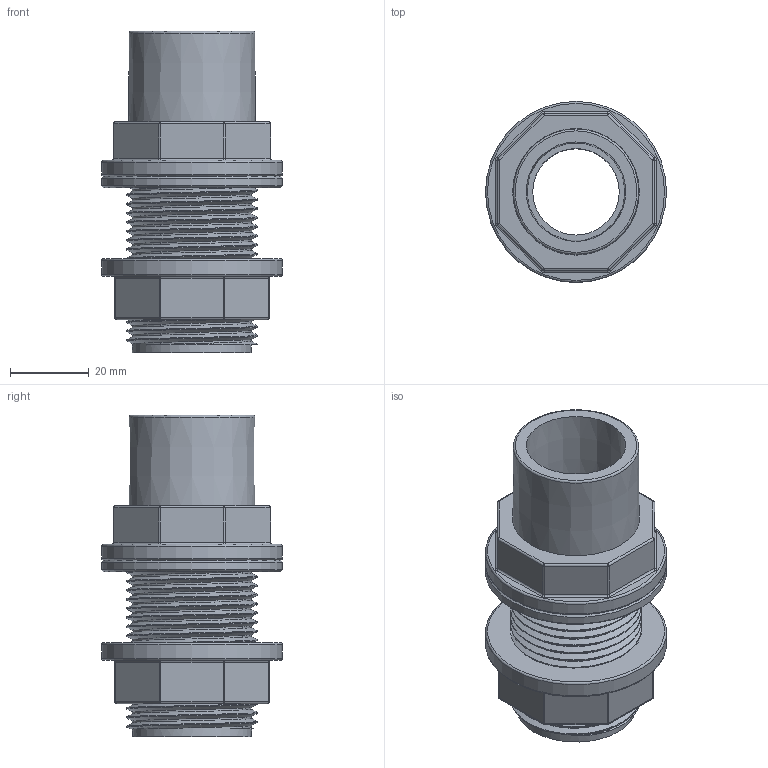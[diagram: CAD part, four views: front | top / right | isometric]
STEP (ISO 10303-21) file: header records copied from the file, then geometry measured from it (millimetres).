
FILE_DESCRIPTION(/* description */ (''),/* implementation_level */ '2;1');
FILE_NAME(/* name */ 'pvc tank connector 25÷32X25mm - 1.stp',/* time_stamp */ '2023-05-13T09:01:00+08:00',/* author */ (''),/* organization */ (''),/* preprocessor_version */ 'ST-DEVELOPER v16',/* originating_system */ 'SIEMENS PLM Software NX 10.0',/* authorisation */ '');
FILE_SCHEMA (('AUTOMOTIVE_DESIGN { 1 0 10303 214 3 1 1 1 }'));
Length unit declared in the file: millimetre
Products named in the file (1): gelv1214D7C3klua
Bounding box: 46 x 46 x 81.7 mm (x, y, z)
Volume: 50156.3 mm3; surface area: 28779.7 mm2
Topology: 3 solids, 3 shells, 152 faces, 356 edges, 200 vertices
Faces by surface type: cylinder 75, plane 30, torus 21, sphere 16, cone 5, bspline 5
Full cylindrical faces by diameter (mm): 22 x1, 30.291 x19, 34.5 x1, 46 x3
Entity records: 10958 total; most frequent: CARTESIAN_POINT 8089, DIRECTION 645, ORIENTED_EDGE 524, AXIS2_PLACEMENT_3D 273, EDGE_CURVE 262, EDGE_LOOP 162, VERTEX_POINT 156, CIRCLE 143
